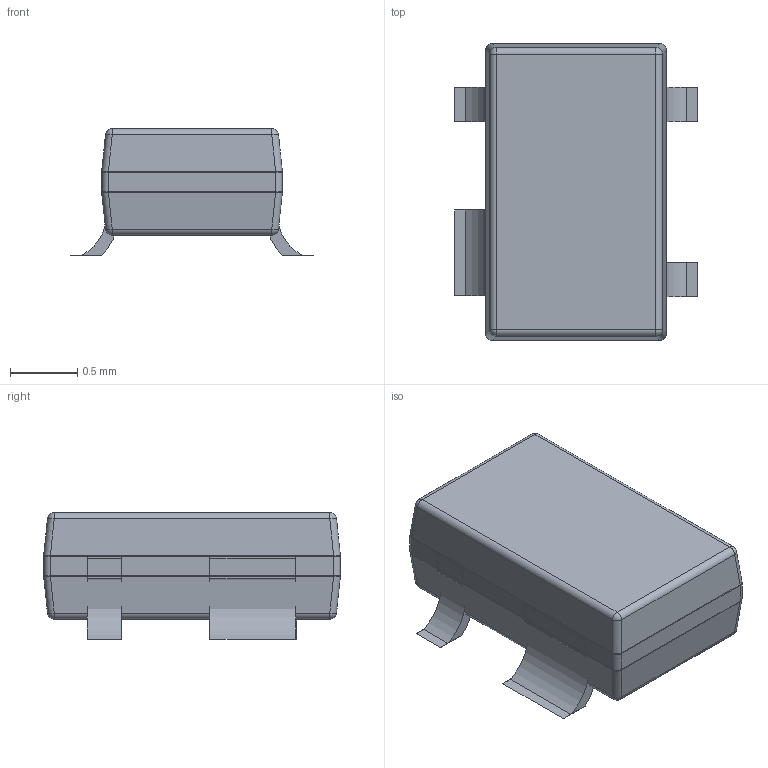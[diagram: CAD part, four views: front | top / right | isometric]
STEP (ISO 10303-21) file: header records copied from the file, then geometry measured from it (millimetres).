
FILE_DESCRIPTION(('Open CASCADE Model'),'2;1');
FILE_NAME('Open CASCADE Shape Model','2018-09-12T15:28:20',('Author'),( 'Open CASCADE'),'Open CASCADE STEP processor 6.8','Open CASCADE 6.8' ,'Unknown');
FILE_SCHEMA(('AUTOMOTIVE_DESIGN { 1 0 10303 214 1 1 1 1 }'));
Length unit declared in the file: millimetre
Products named in the file (7): PCB; Designator1; 6574881088; Body; Open_CASCADE_STEP_translator_6.8_1.1.1; Lead; Tab
Assembly tree (7 placements, depth 4):
  PCB
  Designator1
    6574881088
      Body
        Open_CASCADE_STEP_translator_6.8_1.1.1
      Lead  x3
      Tab
Bounding box: 1.8 x 2.2 x 0.94 mm (x, y, z)
Volume: 2.2 mm3; surface area: 15.1 mm2
Topology: 1 solids, 5 shells, 114 faces, 264 edges, 136 vertices
Faces by surface type: plane 54, cylinder 44, sphere 8, bspline 8
Entity records: 3010 total; most frequent: CARTESIAN_POINT 1126, DIRECTION 364, ORIENTED_EDGE 336, EDGE_CURVE 184, AXIS2_PLACEMENT_3D 126, LINE 112, VECTOR 112, VERTEX_POINT 96
